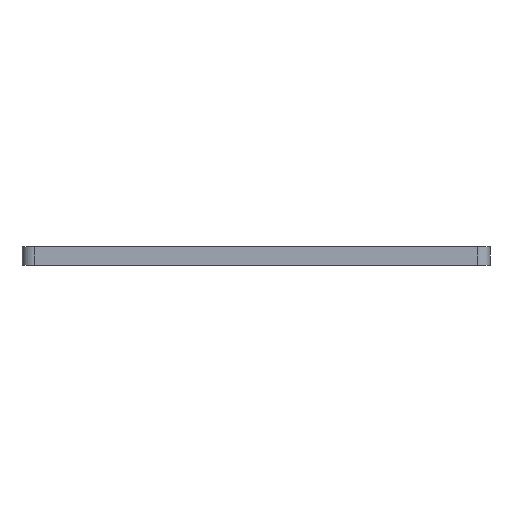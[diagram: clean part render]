
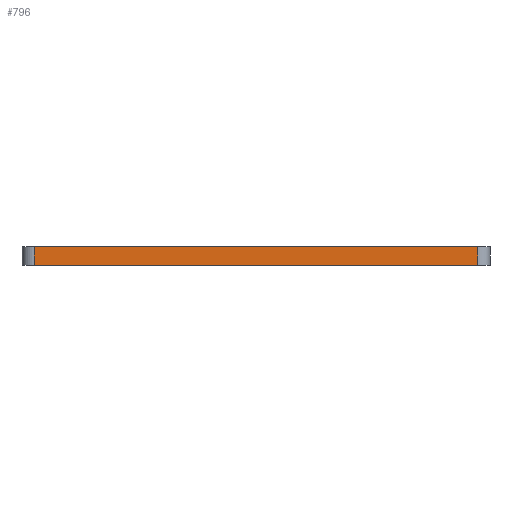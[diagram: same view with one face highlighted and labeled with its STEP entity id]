
A CAD part, front view. The second image highlights one B-rep face of the part: STEP entity #796.
In plain terms, the highlighted planar face has unit normal (0, -1, 0).
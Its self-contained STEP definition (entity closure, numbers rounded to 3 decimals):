
#96=FACE_OUTER_BOUND('',#143,.T.);
#143=EDGE_LOOP('',(#601,#602,#603,#604));
#194=LINE('',#1216,#271);
#196=LINE('',#1222,#273);
#212=LINE('',#1284,#289);
#213=LINE('',#1285,#290);
#271=VECTOR('',#975,10.);
#273=VECTOR('',#981,10.);
#289=VECTOR('',#1029,10.);
#290=VECTOR('',#1030,10.);
#350=VERTEX_POINT('',#1213);
#351=VERTEX_POINT('',#1215);
#353=VERTEX_POINT('',#1221);
#383=VERTEX_POINT('',#1283);
#435=EDGE_CURVE('',#350,#351,#194,.T.);
#438=EDGE_CURVE('',#353,#351,#196,.T.);
#469=EDGE_CURVE('',#383,#350,#212,.T.);
#470=EDGE_CURVE('',#353,#383,#213,.T.);
#601=ORIENTED_EDGE('',*,*,#435,.F.);
#602=ORIENTED_EDGE('',*,*,#469,.F.);
#603=ORIENTED_EDGE('',*,*,#470,.F.);
#604=ORIENTED_EDGE('',*,*,#438,.T.);
#769=PLANE('',#877);
#796=ADVANCED_FACE('',(#96),#769,.T.);
#877=AXIS2_PLACEMENT_3D('',#1282,#1027,#1028);
#975=DIRECTION('',(0.,0.,-1.));
#981=DIRECTION('',(1.,0.,0.));
#1027=DIRECTION('center_axis',(0.,-1.,0.));
#1028=DIRECTION('ref_axis',(1.,0.,0.));
#1029=DIRECTION('',(1.,0.,0.));
#1030=DIRECTION('',(0.,0.,1.));
#1213=CARTESIAN_POINT('',(74.,0.,3.));
#1215=CARTESIAN_POINT('',(74.,0.,0.));
#1216=CARTESIAN_POINT('',(74.,0.,0.));
#1221=CARTESIAN_POINT('',(2.,0.,0.));
#1222=CARTESIAN_POINT('',(0.,0.,0.));
#1282=CARTESIAN_POINT('Origin',(0.,0.,0.));
#1283=CARTESIAN_POINT('',(2.,0.,3.));
#1284=CARTESIAN_POINT('',(0.,0.,3.));
#1285=CARTESIAN_POINT('',(2.,0.,0.));
